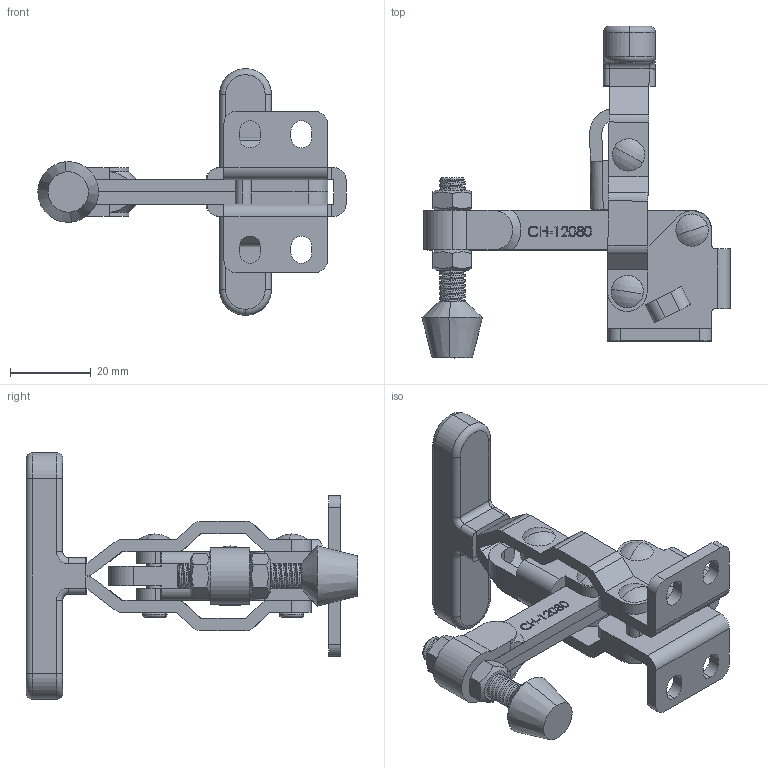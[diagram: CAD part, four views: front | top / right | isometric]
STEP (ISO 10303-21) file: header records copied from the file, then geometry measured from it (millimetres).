
FILE_DESCRIPTION (( 'STEP AP203' ), '1' );
FILE_NAME ('CH-12080.STEP', '2017-11-08T01:22:03', ( 'Windows' ), ( 'Microsoft' ), 'SwSTEP 2.0', 'SolidWorks 2015', '' );
FILE_SCHEMA (( 'CONFIG_CONTROL_DESIGN' ));
Length unit declared in the file: millimetre
Products named in the file (9): CH-12080-02 SOLID BAR_默认<按加工>; CH-12080; CH-12050-01 FLANGED BASE; CH-12070-03 T-HANDLE; CH-12050-07; CH-12050-06; CH-12050-04 CONNECTING-PLATE; CH-FC-14134 Nut; CH-FC-14134 SPINDLE SUPPLIED
Assembly tree (11 placements, depth 2):
  CH-12080
    CH-12050-01 FLANGED BASE
    CH-12070-03 T-HANDLE
    CH-12050-07  x2
    CH-12050-06  x2
    CH-12050-04 CONNECTING-PLATE
    CH-FC-14134 Nut  x2
    CH-FC-14134 SPINDLE SUPPLIED
    CH-12080-02 SOLID BAR_默认<按加工>
Bounding box: 76.19 x 82.04 x 61 mm (x, y, z)
Volume: 27606.8 mm3; surface area: 22044.5 mm2
Topology: 15 solids, 18 shells, 759 faces, 2021 edges, 1329 vertices
Faces by surface type: plane 282, cylinder 209, bspline 190, cone 36, torus 34, sphere 8
Entity records: 33621 total; most frequent: CARTESIAN_POINT 16290, ORIENTED_EDGE 3776, DIRECTION 2763, EDGE_CURVE 1888, VERTEX_POINT 1247, LINE 1009, VECTOR 1009, AXIS2_PLACEMENT_3D 877
